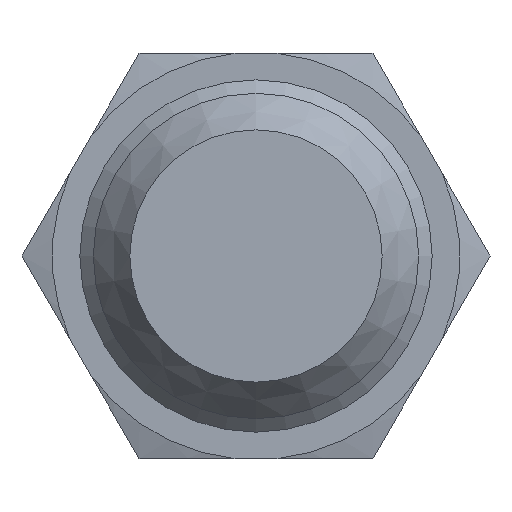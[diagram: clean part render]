
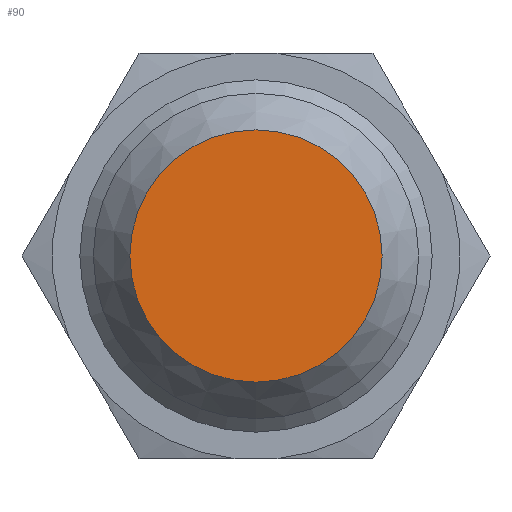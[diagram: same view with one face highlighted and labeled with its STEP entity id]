
A CAD part, left-side view. The second image highlights one B-rep face of the part: STEP entity #90.
In plain terms, the highlighted planar face has unit normal (-1, 0, 0).
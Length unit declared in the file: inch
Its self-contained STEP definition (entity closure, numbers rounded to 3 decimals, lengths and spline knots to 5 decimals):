
#74=CARTESIAN_POINT('',(-0.945,-0.81188,0.0));
#75=DIRECTION('',(1.0,0.0,0.0));
#76=DIRECTION('',(0.0,0.0,-1.0));
#77=AXIS2_PLACEMENT_3D('',#74,#75,#76);
#78=PLANE('',#77);
#79=CARTESIAN_POINT('',(-0.945,0.,0.5818));
#80=VERTEX_POINT('',#79);
#81=CARTESIAN_POINT('',(-0.945,0.,0.));
#82=DIRECTION('',(1.0,0.0,0.0));
#83=DIRECTION('',(0.0,0.0,-1.0));
#84=AXIS2_PLACEMENT_3D('',#81,#82,#83);
#85=CIRCLE('',#84,0.5818);
#86=EDGE_CURVE('',#80,#80,#85,.T.);
#87=ORIENTED_EDGE('',*,*,#86,.F.);
#88=EDGE_LOOP('',(#87));
#89=FACE_OUTER_BOUND('',#88,.T.);
#90=ADVANCED_FACE('',(#89),#78,.F.);
